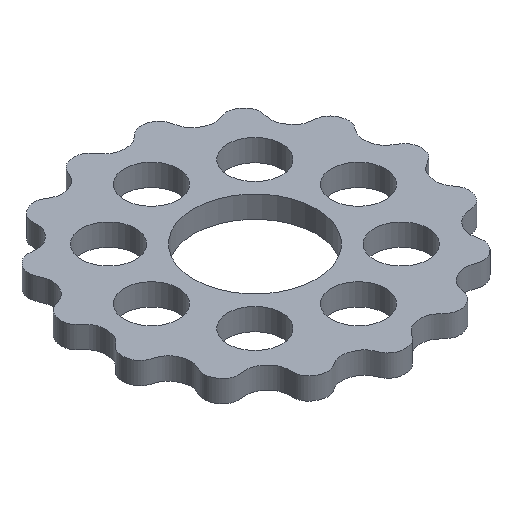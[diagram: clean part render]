
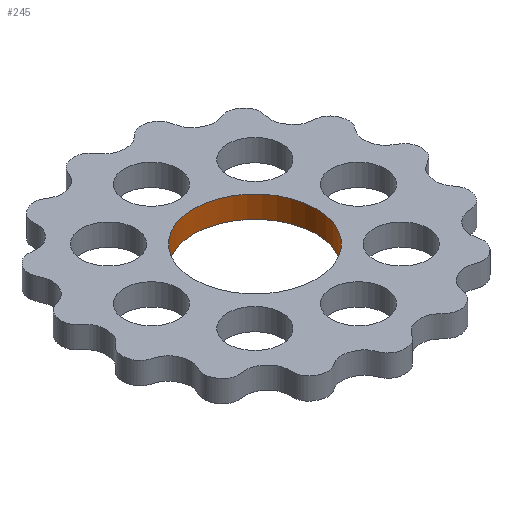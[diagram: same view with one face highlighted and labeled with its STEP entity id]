
A CAD part, isometric view. The second image highlights one B-rep face of the part: STEP entity #245.
In plain terms, the highlighted cylindrical face has radius 13.6 mm (diameter 27.2 mm), a full revolution.
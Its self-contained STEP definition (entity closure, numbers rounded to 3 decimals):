
#46=FACE_OUTER_BOUND('',#58,.T.);
#58=EDGE_LOOP('',(#200,#201,#202,#203));
#88=LINE('',#403,#98);
#98=VECTOR('',#342,13.025);
#116=CIRCLE('',#276,13.6);
#117=CIRCLE('',#277,13.6);
#134=VERTEX_POINT('',#400);
#135=VERTEX_POINT('',#402);
#162=EDGE_CURVE('',#134,#134,#116,.F.);
#163=EDGE_CURVE('',#134,#135,#88,.T.);
#164=EDGE_CURVE('',#135,#135,#117,.F.);
#200=ORIENTED_EDGE('',*,*,#162,.F.);
#201=ORIENTED_EDGE('',*,*,#163,.T.);
#202=ORIENTED_EDGE('',*,*,#164,.T.);
#203=ORIENTED_EDGE('',*,*,#163,.F.);
#236=CYLINDRICAL_SURFACE('',#275,13.6);
#245=ADVANCED_FACE('',(#46),#236,.F.);
#275=AXIS2_PLACEMENT_3D('',#399,#338,#339);
#276=AXIS2_PLACEMENT_3D('',#401,#340,#341);
#277=AXIS2_PLACEMENT_3D('',#404,#343,#344);
#338=DIRECTION('center_axis',(0.,0.,1.));
#339=DIRECTION('ref_axis',(-1.,0.,0.));
#340=DIRECTION('center_axis',(0.,0.,1.));
#341=DIRECTION('ref_axis',(-1.,0.,0.));
#342=DIRECTION('',(0.,0.,-1.));
#343=DIRECTION('center_axis',(0.,0.,1.));
#344=DIRECTION('ref_axis',(-1.,0.,0.));
#399=CARTESIAN_POINT('Origin',(-2.,0.,6.14));
#400=CARTESIAN_POINT('',(11.6,0.,11.01));
#401=CARTESIAN_POINT('Origin',(-2.,0.,11.01));
#402=CARTESIAN_POINT('',(11.6,0.,6.14));
#403=CARTESIAN_POINT('',(11.6,0.,6.14));
#404=CARTESIAN_POINT('Origin',(-2.,0.,6.14));
